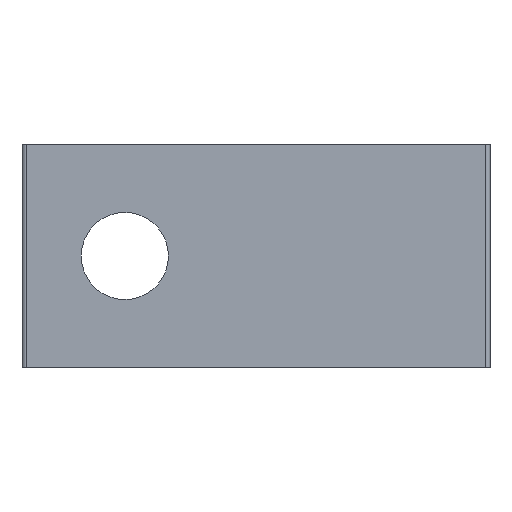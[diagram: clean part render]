
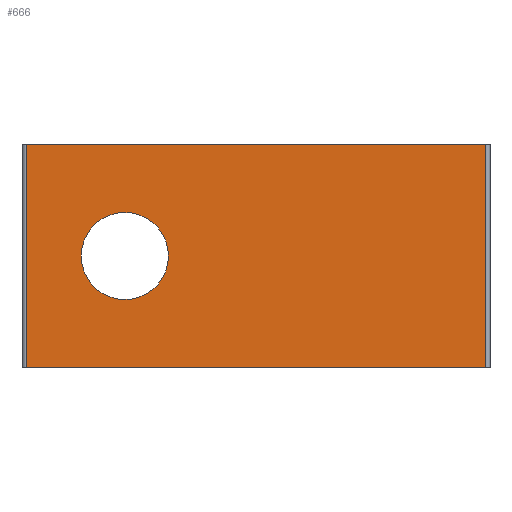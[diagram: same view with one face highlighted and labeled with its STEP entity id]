
A CAD part, front view. The second image highlights one B-rep face of the part: STEP entity #666.
In plain terms, the highlighted planar face has unit normal (0, -1, 0).
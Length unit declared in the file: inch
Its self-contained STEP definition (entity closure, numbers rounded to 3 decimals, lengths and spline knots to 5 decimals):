
#31=FACE_BOUND('',#120,.T.);
#40=PLANE('',#778);
#81=FACE_OUTER_BOUND('',#119,.T.);
#119=EDGE_LOOP('',(#559,#560,#561,#562));
#120=EDGE_LOOP('',(#563));
#156=LINE('',#1221,#213);
#167=LINE('',#1254,#224);
#168=LINE('',#1257,#225);
#169=LINE('',#1258,#226);
#213=VECTOR('',#887,0.3937);
#224=VECTOR('',#924,0.3937);
#225=VECTOR('',#927,0.3937);
#226=VECTOR('',#928,0.3937);
#253=CIRCLE('',#737,0.265);
#284=VERTEX_POINT('',#1006);
#318=VERTEX_POINT('',#1218);
#319=VERTEX_POINT('',#1220);
#328=VERTEX_POINT('',#1252);
#329=VERTEX_POINT('',#1256);
#351=EDGE_CURVE('',#284,#284,#253,.T.);
#395=EDGE_CURVE('',#318,#319,#156,.T.);
#412=EDGE_CURVE('',#318,#328,#167,.T.);
#413=EDGE_CURVE('',#329,#328,#168,.T.);
#414=EDGE_CURVE('',#319,#329,#169,.T.);
#559=ORIENTED_EDGE('',*,*,#412,.T.);
#560=ORIENTED_EDGE('',*,*,#413,.F.);
#561=ORIENTED_EDGE('',*,*,#414,.F.);
#562=ORIENTED_EDGE('',*,*,#395,.F.);
#563=ORIENTED_EDGE('',*,*,#351,.T.);
#666=ADVANCED_FACE('',(#81,#31),#40,.T.);
#737=AXIS2_PLACEMENT_3D('',#1008,#813,#814);
#778=AXIS2_PLACEMENT_3D('',#1255,#925,#926);
#813=DIRECTION('center_axis',(0.,1.,0.));
#814=DIRECTION('ref_axis',(-1.,0.,0.));
#887=DIRECTION('',(-1.,0.,0.));
#924=DIRECTION('',(0.,0.,1.));
#925=DIRECTION('center_axis',(0.,-1.,0.));
#926=DIRECTION('ref_axis',(1.,0.,0.));
#927=DIRECTION('',(1.,0.,0.));
#928=DIRECTION('',(0.,0.,1.));
#1006=CARTESIAN_POINT('',(1.19662,0.,0.));
#1008=CARTESIAN_POINT('Origin',(0.93162,0.,0.));
#1218=CARTESIAN_POINT('',(3.12562,0.,-0.6795));
#1220=CARTESIAN_POINT('',(0.33162,0.,-0.6795));
#1221=CARTESIAN_POINT('',(0.33162,0.,-0.6795));
#1252=CARTESIAN_POINT('',(3.12562,0.,0.6795));
#1254=CARTESIAN_POINT('',(3.12562,0.,0.));
#1255=CARTESIAN_POINT('Origin',(0.33162,0.,0.));
#1256=CARTESIAN_POINT('',(0.33162,0.,0.6795));
#1257=CARTESIAN_POINT('',(0.33162,0.,0.6795));
#1258=CARTESIAN_POINT('',(0.33162,0.,0.));
